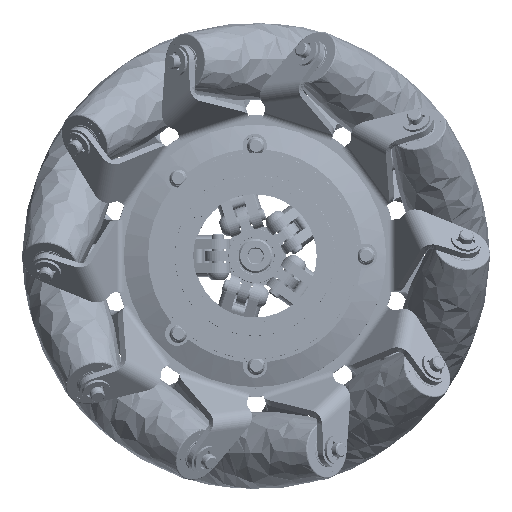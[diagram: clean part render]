
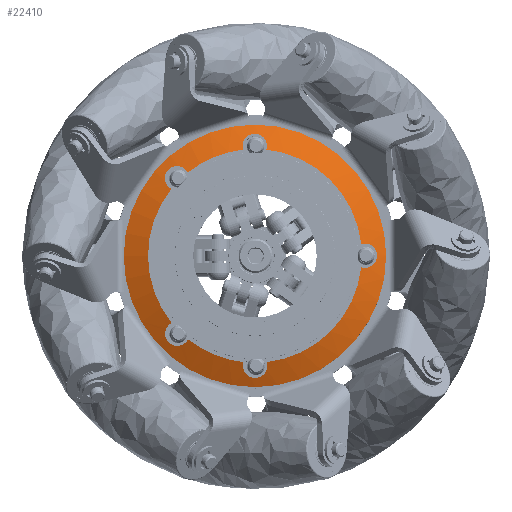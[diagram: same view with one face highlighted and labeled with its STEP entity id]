
A CAD part, top view. The second image highlights one B-rep face of the part: STEP entity #22410.
In plain terms, the highlighted conical face has half-angle 68.199 degrees and reference radius 27 mm.
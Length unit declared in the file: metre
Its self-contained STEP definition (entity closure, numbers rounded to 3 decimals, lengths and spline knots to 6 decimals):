
#1122=B_SPLINE_CURVE_WITH_KNOTS('',3,(#43800,#43801,#43802,#43803,#43804,
#43805,#43806,#43807,#43808),.UNSPECIFIED.,.F.,.F.,(4,1,1,1,1,1,4),(0.000001,
0.002433,0.00365,0.004866,0.006082,
0.007299,0.009732),.UNSPECIFIED.);
#1124=B_SPLINE_CURVE_WITH_KNOTS('',3,(#43829,#43830,#43831,#43832,#43833,
#43834,#43835,#43836,#43837),.UNSPECIFIED.,.F.,.F.,(4,1,1,1,1,1,4),(0.000001,
0.002433,0.00365,0.004866,0.006082,
0.007299,0.009732),.UNSPECIFIED.);
#1126=B_SPLINE_CURVE_WITH_KNOTS('',3,(#43858,#43859,#43860,#43861,#43862,
#43863,#43864,#43865,#43866),.UNSPECIFIED.,.F.,.F.,(4,1,1,1,1,1,4),(0.000001,
0.002433,0.00365,0.004866,0.006082,
0.007299,0.009732),.UNSPECIFIED.);
#1128=B_SPLINE_CURVE_WITH_KNOTS('',3,(#43887,#43888,#43889,#43890,#43891,
#43892,#43893,#43894,#43895),.UNSPECIFIED.,.F.,.F.,(4,1,1,1,1,1,4),(0.000001,
0.002433,0.00365,0.004866,0.006082,
0.007299,0.009732),.UNSPECIFIED.);
#1130=B_SPLINE_CURVE_WITH_KNOTS('',3,(#43916,#43917,#43918,#43919,#43920,
#43921,#43922,#43923,#43924),.UNSPECIFIED.,.F.,.F.,(4,1,1,1,1,1,4),(0.000001,
0.002433,0.00365,0.004866,0.006082,
0.007299,0.009732),.UNSPECIFIED.);
#2186=CONICAL_SURFACE('',#24185,0.027,1.19);
#6893=ORIENTED_EDGE('',*,*,#12209,.F.);
#6894=ORIENTED_EDGE('',*,*,#12210,.F.);
#6895=ORIENTED_EDGE('',*,*,#12191,.T.);
#6896=ORIENTED_EDGE('',*,*,#12205,.F.);
#6897=ORIENTED_EDGE('',*,*,#12170,.T.);
#6898=ORIENTED_EDGE('',*,*,#12208,.F.);
#6899=ORIENTED_EDGE('',*,*,#12177,.T.);
#6900=ORIENTED_EDGE('',*,*,#12206,.F.);
#6901=ORIENTED_EDGE('',*,*,#12184,.T.);
#6902=ORIENTED_EDGE('',*,*,#12207,.F.);
#6903=ORIENTED_EDGE('',*,*,#12163,.T.);
#12163=EDGE_CURVE('',#15109,#15108,#1122,.T.);
#12170=EDGE_CURVE('',#15116,#15115,#1124,.T.);
#12177=EDGE_CURVE('',#15123,#15122,#1126,.T.);
#12184=EDGE_CURVE('',#15130,#15129,#1128,.T.);
#12191=EDGE_CURVE('',#15137,#15136,#1130,.T.);
#12205=EDGE_CURVE('',#15116,#15136,#16829,.F.);
#12206=EDGE_CURVE('',#15130,#15122,#16830,.F.);
#12207=EDGE_CURVE('',#15109,#15129,#16831,.F.);
#12208=EDGE_CURVE('',#15123,#15115,#16832,.F.);
#12209=EDGE_CURVE('',#15141,#15141,#16833,.T.);
#12210=EDGE_CURVE('',#15137,#15108,#16834,.F.);
#15108=VERTEX_POINT('',#43799);
#15109=VERTEX_POINT('',#43809);
#15115=VERTEX_POINT('',#43828);
#15116=VERTEX_POINT('',#43838);
#15122=VERTEX_POINT('',#43857);
#15123=VERTEX_POINT('',#43867);
#15129=VERTEX_POINT('',#43886);
#15130=VERTEX_POINT('',#43896);
#15136=VERTEX_POINT('',#43915);
#15137=VERTEX_POINT('',#43925);
#15141=VERTEX_POINT('',#43963);
#16829=CIRCLE('',#24178,0.022);
#16830=CIRCLE('',#24180,0.022);
#16831=CIRCLE('',#24182,0.022);
#16832=CIRCLE('',#24184,0.022);
#16833=CIRCLE('',#24186,0.027);
#16834=CIRCLE('',#24187,0.022);
#18388=EDGE_LOOP('',(#6893));
#18389=EDGE_LOOP('',(#6894,#6895,#6896,#6897,#6898,#6899,#6900,#6901,#6902,
#6903));
#20212=FACE_BOUND('',#18388,.T.);
#20213=FACE_BOUND('',#18389,.T.);
#22410=ADVANCED_FACE('',(#20212,#20213),#2186,.T.);
#24178=AXIS2_PLACEMENT_3D('',#43954,#27253,#27254);
#24180=AXIS2_PLACEMENT_3D('',#43956,#27257,#27258);
#24182=AXIS2_PLACEMENT_3D('',#43958,#27261,#27262);
#24184=AXIS2_PLACEMENT_3D('',#43960,#27265,#27266);
#24185=AXIS2_PLACEMENT_3D('',#43961,#27267,#27268);
#24186=AXIS2_PLACEMENT_3D('',#43962,#27269,#27270);
#24187=AXIS2_PLACEMENT_3D('',#43964,#27271,#27272);
#27253=DIRECTION('',(0.,0.,-1.));
#27254=DIRECTION('',(-1.,0.,0.));
#27257=DIRECTION('',(0.,0.,-1.));
#27258=DIRECTION('',(-1.,0.,0.));
#27261=DIRECTION('',(0.,0.,-1.));
#27262=DIRECTION('',(-1.,0.,0.));
#27265=DIRECTION('',(0.,0.,-1.));
#27266=DIRECTION('',(-1.,0.,0.));
#27267=DIRECTION('',(0.,0.,-1.));
#27268=DIRECTION('',(-1.,0.,0.));
#27269=DIRECTION('',(0.,0.,-1.));
#27270=DIRECTION('',(-1.,0.,0.));
#27271=DIRECTION('',(0.,0.,-1.));
#27272=DIRECTION('',(-1.,0.,0.));
#43799=CARTESIAN_POINT('',(0.021871,-0.002383,-0.005));
#43800=CARTESIAN_POINT('',(0.021871,0.002383,-0.005));
#43801=CARTESIAN_POINT('',(0.0226,0.002615,-0.0053));
#43802=CARTESIAN_POINT('',(0.023827,0.002435,-0.005776));
#43803=CARTESIAN_POINT('',(0.024919,0.001227,-0.006176));
#43804=CARTESIAN_POINT('',(0.02523,0.000003,-0.006288));
#43805=CARTESIAN_POINT('',(0.024924,-0.001218,-0.006178));
#43806=CARTESIAN_POINT('',(0.023828,-0.002438,-0.005777));
#43807=CARTESIAN_POINT('',(0.022601,-0.002615,-0.0053));
#43808=CARTESIAN_POINT('',(0.021871,-0.002383,-0.005));
#43809=CARTESIAN_POINT('',(0.021871,0.002383,-0.005));
#43828=CARTESIAN_POINT('',(-0.021871,0.002383,-0.005));
#43829=CARTESIAN_POINT('',(-0.021871,-0.002383,-0.005));
#43830=CARTESIAN_POINT('',(-0.0226,-0.002615,-0.0053));
#43831=CARTESIAN_POINT('',(-0.023827,-0.002435,-0.005776));
#43832=CARTESIAN_POINT('',(-0.024919,-0.001227,-0.006176));
#43833=CARTESIAN_POINT('',(-0.02523,-0.000003,-0.006288));
#43834=CARTESIAN_POINT('',(-0.024924,0.001218,-0.006178));
#43835=CARTESIAN_POINT('',(-0.023828,0.002438,-0.005777));
#43836=CARTESIAN_POINT('',(-0.022601,0.002615,-0.0053));
#43837=CARTESIAN_POINT('',(-0.021871,0.002383,-0.005));
#43838=CARTESIAN_POINT('',(-0.021871,-0.002383,-0.005));
#43857=CARTESIAN_POINT('',(-0.01378,0.01715,-0.005));
#43858=CARTESIAN_POINT('',(-0.01715,0.01378,-0.005));
#43859=CARTESIAN_POINT('',(-0.01783,0.014132,-0.0053));
#43860=CARTESIAN_POINT('',(-0.01857,0.015126,-0.005776));
#43861=CARTESIAN_POINT('',(-0.018488,0.016753,-0.006176));
#43862=CARTESIAN_POINT('',(-0.017842,0.017839,-0.006288));
#43863=CARTESIAN_POINT('',(-0.016763,0.018485,-0.006178));
#43864=CARTESIAN_POINT('',(-0.015125,0.018573,-0.005777));
#43865=CARTESIAN_POINT('',(-0.014132,0.01783,-0.0053));
#43866=CARTESIAN_POINT('',(-0.01378,0.01715,-0.005));
#43867=CARTESIAN_POINT('',(-0.01715,0.01378,-0.005));
#43886=CARTESIAN_POINT('',(0.01715,0.01378,-0.005));
#43887=CARTESIAN_POINT('',(0.01378,0.01715,-0.005));
#43888=CARTESIAN_POINT('',(0.014132,0.01783,-0.0053));
#43889=CARTESIAN_POINT('',(0.015126,0.01857,-0.005776));
#43890=CARTESIAN_POINT('',(0.016753,0.018488,-0.006176));
#43891=CARTESIAN_POINT('',(0.017839,0.017842,-0.006288));
#43892=CARTESIAN_POINT('',(0.018485,0.016763,-0.006178));
#43893=CARTESIAN_POINT('',(0.018573,0.015125,-0.005777));
#43894=CARTESIAN_POINT('',(0.01783,0.014132,-0.0053));
#43895=CARTESIAN_POINT('',(0.01715,0.01378,-0.005));
#43896=CARTESIAN_POINT('',(0.01378,0.01715,-0.005));
#43915=CARTESIAN_POINT('',(-0.002383,-0.021871,-0.005));
#43916=CARTESIAN_POINT('',(0.002383,-0.021871,-0.005));
#43917=CARTESIAN_POINT('',(0.002615,-0.0226,-0.0053));
#43918=CARTESIAN_POINT('',(0.002435,-0.023827,-0.005776));
#43919=CARTESIAN_POINT('',(0.001227,-0.024919,-0.006176));
#43920=CARTESIAN_POINT('',(0.000003,-0.02523,-0.006288));
#43921=CARTESIAN_POINT('',(-0.001218,-0.024924,-0.006178));
#43922=CARTESIAN_POINT('',(-0.002438,-0.023828,-0.005777));
#43923=CARTESIAN_POINT('',(-0.002615,-0.022601,-0.0053));
#43924=CARTESIAN_POINT('',(-0.002383,-0.021871,-0.005));
#43925=CARTESIAN_POINT('',(0.002383,-0.021871,-0.005));
#43954=CARTESIAN_POINT('',(0.,0.,-0.005));
#43956=CARTESIAN_POINT('',(0.,0.,-0.005));
#43958=CARTESIAN_POINT('',(0.,0.,-0.005));
#43960=CARTESIAN_POINT('',(0.,0.,-0.005));
#43961=CARTESIAN_POINT('',(0.,0.,-0.007));
#43962=CARTESIAN_POINT('',(0.,0.,-0.007));
#43963=CARTESIAN_POINT('',(-0.027,0.,-0.007));
#43964=CARTESIAN_POINT('',(0.,0.,-0.005));
